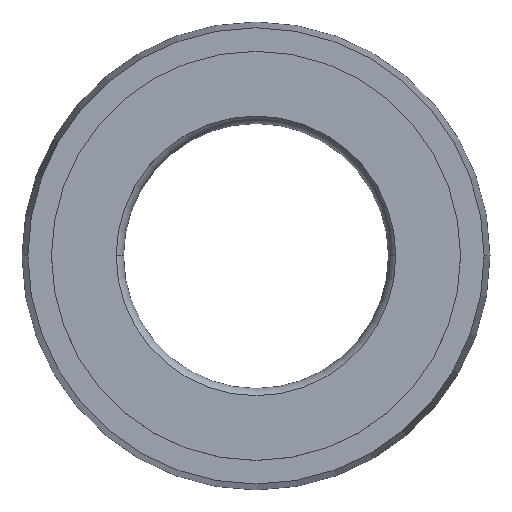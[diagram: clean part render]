
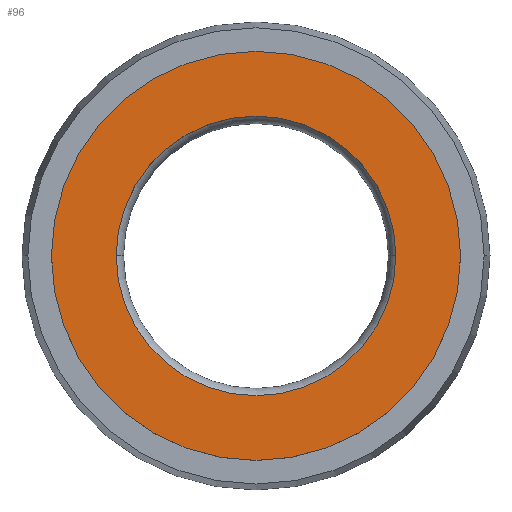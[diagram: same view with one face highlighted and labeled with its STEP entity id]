
A CAD part, top view. The second image highlights one B-rep face of the part: STEP entity #96.
In plain terms, the highlighted planar face has unit normal (0, 0, 1).
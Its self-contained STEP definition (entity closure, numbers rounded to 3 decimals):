
#3 = FACE_OUTER_BOUND ( 'NONE', #369, .T. ) ;
#36 = DIRECTION ( 'NONE',  ( 1., 0., 0. ) ) ;
#52 = CARTESIAN_POINT ( 'NONE',  ( 4.75, 0., 0. ) ) ;
#72 = PLANE ( 'NONE',  #160 ) ;
#86 = CARTESIAN_POINT ( 'NONE',  ( -4.75, 0., 0. ) ) ;
#96 = ADVANCED_FACE ( 'NONE', ( #591, #3 ), #72, .F. ) ;
#133 = CIRCLE ( 'NONE', #569, 6.95 ) ;
#137 = EDGE_CURVE ( 'NONE', #374, #461, #475, .T. ) ;
#160 = AXIS2_PLACEMENT_3D ( 'NONE', #565, #570, #328 ) ;
#177 = DIRECTION ( 'NONE',  ( 0., 0., 1. ) ) ;
#214 = VERTEX_POINT ( 'NONE', #627 ) ;
#222 = DIRECTION ( 'NONE',  ( 1., 0., 0. ) ) ;
#224 = EDGE_CURVE ( 'NONE', #461, #374, #254, .T. ) ;
#235 = DIRECTION ( 'NONE',  ( 1., 0., 0. ) ) ;
#244 = EDGE_LOOP ( 'NONE', ( #294, #534 ) ) ;
#254 = CIRCLE ( 'NONE', #573, 4.75 ) ;
#274 = EDGE_CURVE ( 'NONE', #451, #214, #641, .T. ) ;
#294 = ORIENTED_EDGE ( 'NONE', *, *, #224, .F. ) ;
#328 = DIRECTION ( 'NONE',  ( -1., 0., 0. ) ) ;
#347 = ORIENTED_EDGE ( 'NONE', *, *, #274, .T. ) ;
#369 = EDGE_LOOP ( 'NONE', ( #347, #582 ) ) ;
#374 = VERTEX_POINT ( 'NONE', #86 ) ;
#380 = EDGE_CURVE ( 'NONE', #214, #451, #133, .T. ) ;
#420 = CARTESIAN_POINT ( 'NONE',  ( 0., 0., 0. ) ) ;
#429 = CARTESIAN_POINT ( 'NONE',  ( 0., 0., 0. ) ) ;
#430 = DIRECTION ( 'NONE',  ( 0., 0., 1. ) ) ;
#451 = VERTEX_POINT ( 'NONE', #583 ) ;
#461 = VERTEX_POINT ( 'NONE', #52 ) ;
#475 = CIRCLE ( 'NONE', #478, 4.75 ) ;
#478 = AXIS2_PLACEMENT_3D ( 'NONE', #420, #516, #222 ) ;
#485 = DIRECTION ( 'NONE',  ( 1., 0., 0. ) ) ;
#516 = DIRECTION ( 'NONE',  ( 0., 0., 1. ) ) ;
#524 = CARTESIAN_POINT ( 'NONE',  ( 0., 0., 0. ) ) ;
#528 = DIRECTION ( 'NONE',  ( 0., 0., 1. ) ) ;
#534 = ORIENTED_EDGE ( 'NONE', *, *, #137, .F. ) ;
#565 = CARTESIAN_POINT ( 'NONE',  ( 0., 0., 0. ) ) ;
#569 = AXIS2_PLACEMENT_3D ( 'NONE', #588, #528, #36 ) ;
#570 = DIRECTION ( 'NONE',  ( 0., 0., -1. ) ) ;
#573 = AXIS2_PLACEMENT_3D ( 'NONE', #429, #177, #485 ) ;
#582 = ORIENTED_EDGE ( 'NONE', *, *, #380, .T. ) ;
#583 = CARTESIAN_POINT ( 'NONE',  ( 6.95, 0., 0. ) ) ;
#588 = CARTESIAN_POINT ( 'NONE',  ( 0., 0., 0. ) ) ;
#591 = FACE_BOUND ( 'NONE', #244, .T. ) ;
#627 = CARTESIAN_POINT ( 'NONE',  ( -6.95, 0., 0. ) ) ;
#641 = CIRCLE ( 'NONE', #644, 6.95 ) ;
#644 = AXIS2_PLACEMENT_3D ( 'NONE', #524, #430, #235 ) ;
